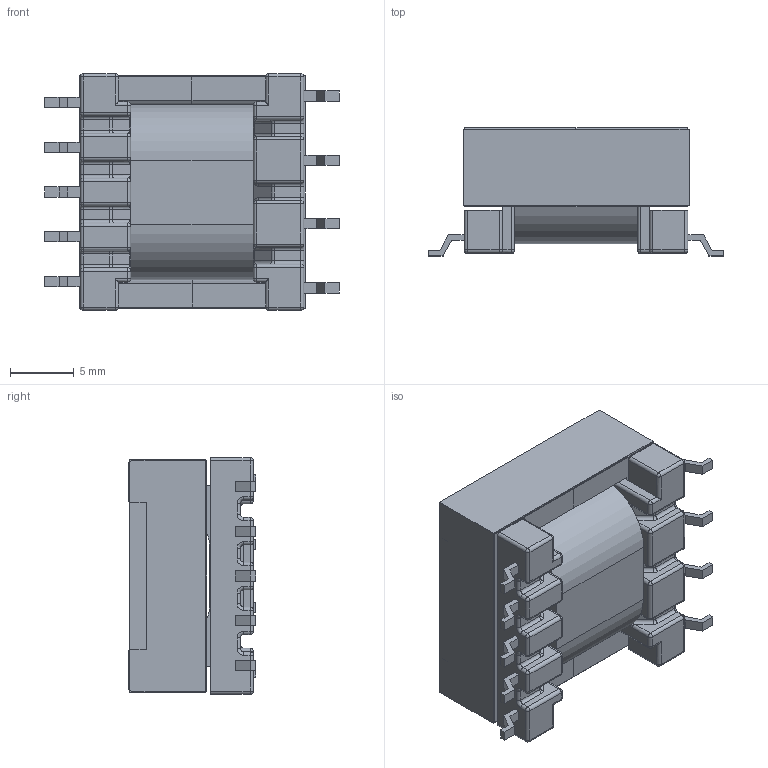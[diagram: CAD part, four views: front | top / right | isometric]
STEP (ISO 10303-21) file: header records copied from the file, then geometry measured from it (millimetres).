
FILE_DESCRIPTION (( 'STEP AP214' ), '1' );
FILE_NAME ('EPC17_4890.STEP', '2019-01-31T20:00:27', ( '' ), ( '' ), 'SwSTEP 2.0', 'SolidWorks 2017', '' );
FILE_SCHEMA (( 'AUTOMOTIVE_DESIGN' ));
Length unit declared in the file: millimetre
Products named in the file (5): 440-9990-2884; 150-2884_6A; 070-4890_coil; 070-4890_6A; EPC17_4890
Assembly tree (5 placements, depth 2):
  EPC17_4890
    070-4890_6A
    070-4890_coil
    150-2884_6A  x2
    440-9990-2884
Bounding box: 23.02 x 9.99 x 18.5 mm (x, y, z)
Volume: 2446.5 mm3; surface area: 4225.9 mm2
Topology: 5 solids, 5 shells, 474 faces, 1170 edges, 676 vertices
Faces by surface type: plane 201, cylinder 179, sphere 40, torus 32, bspline 22
Entity records: 14223 total; most frequent: CARTESIAN_POINT 2796, DIRECTION 2226, ORIENTED_EDGE 2132, EDGE_CURVE 1066, AXIS2_PLACEMENT_3D 780, VECTOR 666, LINE 666, VERTEX_POINT 634
